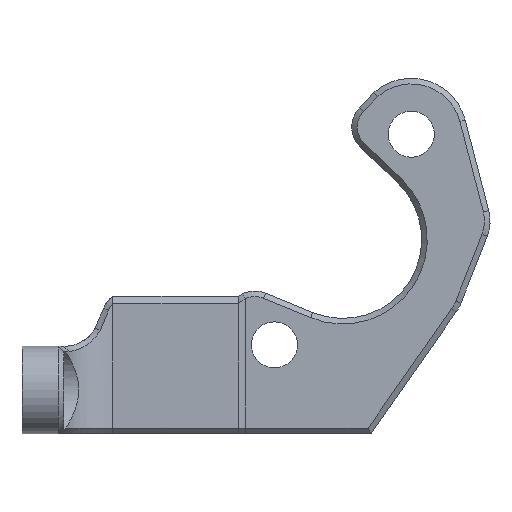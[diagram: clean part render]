
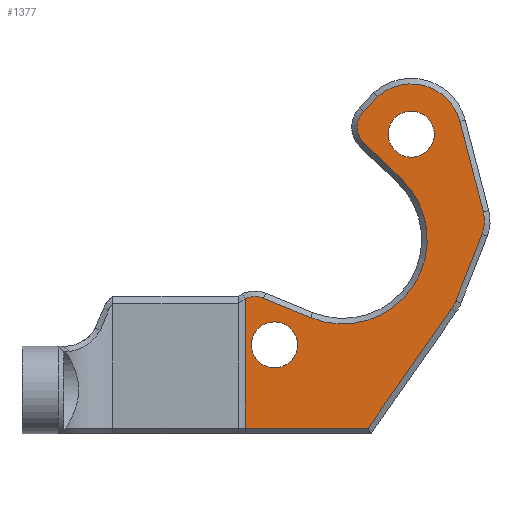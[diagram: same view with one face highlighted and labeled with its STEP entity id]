
A CAD part, left-side view. The second image highlights one B-rep face of the part: STEP entity #1377.
In plain terms, the highlighted planar face has unit normal (-1, 0, 0).
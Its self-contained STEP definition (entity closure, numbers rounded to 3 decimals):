
#22=FACE_BOUND('',#323,.T.);
#23=FACE_BOUND('',#324,.T.);
#68=CIRCLE('',#1490,1.65);
#70=CIRCLE('',#1493,1.65);
#72=CIRCLE('',#1496,1.6);
#73=CIRCLE('',#1497,2.6);
#74=CIRCLE('',#1498,2.6);
#75=CIRCLE('',#1499,3.6);
#76=CIRCLE('',#1500,1.6);
#77=CIRCLE('',#1501,6.05);
#134=PLANE('',#1495);
#231=FACE_OUTER_BOUND('',#322,.T.);
#322=EDGE_LOOP('',(#1110,#1111,#1112,#1113,#1114,#1115,#1116,#1117,#1118,
#1119,#1120,#1121,#1122,#1123));
#323=EDGE_LOOP('',(#1124));
#324=EDGE_LOOP('',(#1125));
#425=LINE('',#2649,#540);
#426=LINE('',#2651,#541);
#427=LINE('',#2653,#542);
#428=LINE('',#2657,#543);
#429=LINE('',#2661,#544);
#430=LINE('',#2665,#545);
#431=LINE('',#2669,#546);
#432=LINE('',#2672,#547);
#540=VECTOR('',#1740,10.);
#541=VECTOR('',#1741,10.);
#542=VECTOR('',#1742,10.);
#543=VECTOR('',#1745,10.);
#544=VECTOR('',#1748,10.);
#545=VECTOR('',#1751,10.);
#546=VECTOR('',#1754,10.);
#547=VECTOR('',#1757,10.);
#670=VERTEX_POINT('',#2633);
#672=VERTEX_POINT('',#2639);
#674=VERTEX_POINT('',#2645);
#675=VERTEX_POINT('',#2646);
#676=VERTEX_POINT('',#2648);
#677=VERTEX_POINT('',#2650);
#678=VERTEX_POINT('',#2652);
#679=VERTEX_POINT('',#2654);
#680=VERTEX_POINT('',#2656);
#681=VERTEX_POINT('',#2658);
#682=VERTEX_POINT('',#2660);
#683=VERTEX_POINT('',#2662);
#684=VERTEX_POINT('',#2664);
#685=VERTEX_POINT('',#2666);
#686=VERTEX_POINT('',#2668);
#687=VERTEX_POINT('',#2670);
#825=EDGE_CURVE('',#670,#670,#68,.T.);
#828=EDGE_CURVE('',#672,#672,#70,.T.);
#831=EDGE_CURVE('',#674,#675,#72,.T.);
#832=EDGE_CURVE('',#676,#674,#425,.T.);
#833=EDGE_CURVE('',#677,#676,#426,.T.);
#834=EDGE_CURVE('',#678,#677,#427,.T.);
#835=EDGE_CURVE('',#679,#678,#73,.T.);
#836=EDGE_CURVE('',#680,#679,#428,.T.);
#837=EDGE_CURVE('',#681,#680,#74,.T.);
#838=EDGE_CURVE('',#682,#681,#429,.T.);
#839=EDGE_CURVE('',#683,#682,#75,.T.);
#840=EDGE_CURVE('',#684,#683,#430,.T.);
#841=EDGE_CURVE('',#685,#684,#76,.T.);
#842=EDGE_CURVE('',#686,#685,#431,.T.);
#843=EDGE_CURVE('',#687,#686,#77,.T.);
#844=EDGE_CURVE('',#675,#687,#432,.T.);
#1110=ORIENTED_EDGE('',*,*,#831,.F.);
#1111=ORIENTED_EDGE('',*,*,#832,.F.);
#1112=ORIENTED_EDGE('',*,*,#833,.F.);
#1113=ORIENTED_EDGE('',*,*,#834,.F.);
#1114=ORIENTED_EDGE('',*,*,#835,.F.);
#1115=ORIENTED_EDGE('',*,*,#836,.F.);
#1116=ORIENTED_EDGE('',*,*,#837,.F.);
#1117=ORIENTED_EDGE('',*,*,#838,.F.);
#1118=ORIENTED_EDGE('',*,*,#839,.F.);
#1119=ORIENTED_EDGE('',*,*,#840,.F.);
#1120=ORIENTED_EDGE('',*,*,#841,.F.);
#1121=ORIENTED_EDGE('',*,*,#842,.F.);
#1122=ORIENTED_EDGE('',*,*,#843,.F.);
#1123=ORIENTED_EDGE('',*,*,#844,.F.);
#1124=ORIENTED_EDGE('',*,*,#828,.T.);
#1125=ORIENTED_EDGE('',*,*,#825,.T.);
#1377=ADVANCED_FACE('',(#231,#22,#23),#134,.T.);
#1490=AXIS2_PLACEMENT_3D('',#2634,#1724,#1725);
#1493=AXIS2_PLACEMENT_3D('',#2640,#1731,#1732);
#1495=AXIS2_PLACEMENT_3D('',#2644,#1736,#1737);
#1496=AXIS2_PLACEMENT_3D('',#2647,#1738,#1739);
#1497=AXIS2_PLACEMENT_3D('',#2655,#1743,#1744);
#1498=AXIS2_PLACEMENT_3D('',#2659,#1746,#1747);
#1499=AXIS2_PLACEMENT_3D('',#2663,#1749,#1750);
#1500=AXIS2_PLACEMENT_3D('',#2667,#1752,#1753);
#1501=AXIS2_PLACEMENT_3D('',#2671,#1755,#1756);
#1724=DIRECTION('center_axis',(1.,0.,0.));
#1725=DIRECTION('ref_axis',(0.,0.,1.));
#1731=DIRECTION('center_axis',(1.,0.,0.));
#1732=DIRECTION('ref_axis',(0.,0.,1.));
#1736=DIRECTION('center_axis',(-1.,0.,0.));
#1737=DIRECTION('ref_axis',(0.,0.,1.));
#1738=DIRECTION('center_axis',(1.,0.,0.));
#1739=DIRECTION('ref_axis',(0.,0.385,0.923));
#1740=DIRECTION('',(0.,0.,1.));
#1741=DIRECTION('',(0.,1.,0.));
#1742=DIRECTION('',(0.,0.574,-0.819));
#1743=DIRECTION('center_axis',(1.,0.,0.));
#1744=DIRECTION('ref_axis',(0.,-0.881,-0.473));
#1745=DIRECTION('',(0.,0.365,-0.931));
#1746=DIRECTION('center_axis',(1.,0.,0.));
#1747=DIRECTION('ref_axis',(0.,-0.998,-0.06));
#1748=DIRECTION('',(0.,-0.251,-0.968));
#1749=DIRECTION('center_axis',(1.,0.,0.));
#1750=DIRECTION('ref_axis',(0.,0.951,0.309));
#1751=DIRECTION('',(0.,-0.69,0.724));
#1752=DIRECTION('center_axis',(1.,0.,0.));
#1753=DIRECTION('ref_axis',(0.,1.,-0.024));
#1754=DIRECTION('',(0.,0.724,0.69));
#1755=DIRECTION('center_axis',(-1.,0.,0.));
#1756=DIRECTION('ref_axis',(0.,0.38,-0.925));
#1757=DIRECTION('',(0.,-0.925,-0.38));
#2633=CARTESIAN_POINT('',(-31.85,5.055,27.58));
#2634=CARTESIAN_POINT('Origin',(-31.85,5.055,29.23));
#2639=CARTESIAN_POINT('',(-31.85,-4.748,42.676));
#2640=CARTESIAN_POINT('Origin',(-31.85,-4.748,44.326));
#2644=CARTESIAN_POINT('Origin',(-31.85,0.043,35.6));
#2645=CARTESIAN_POINT('',(-31.85,7.132,32.534));
#2646=CARTESIAN_POINT('',(-31.85,5.831,32.571));
#2647=CARTESIAN_POINT('Origin',(-31.85,6.44,31.092));
#2648=CARTESIAN_POINT('',(-31.85,7.132,23.275));
#2649=CARTESIAN_POINT('',(-31.85,7.132,30.8));
#2650=CARTESIAN_POINT('',(-31.85,-1.66,23.275));
#2651=CARTESIAN_POINT('',(-31.85,7.088,23.275));
#2652=CARTESIAN_POINT('',(-31.85,-7.645,31.822));
#2653=CARTESIAN_POINT('',(-31.85,-8.804,33.478));
#2654=CARTESIAN_POINT('',(-31.85,-7.935,32.364));
#2655=CARTESIAN_POINT('Origin',(-31.85,-5.515,33.314));
#2656=CARTESIAN_POINT('',(-31.85,-9.815,37.157));
#2657=CARTESIAN_POINT('',(-31.85,-8.48,33.752));
#2658=CARTESIAN_POINT('',(-31.85,-9.911,38.759));
#2659=CARTESIAN_POINT('Origin',(-31.85,-7.395,38.106));
#2660=CARTESIAN_POINT('',(-31.85,-8.233,45.23));
#2661=CARTESIAN_POINT('',(-31.85,-9.142,41.724));
#2662=CARTESIAN_POINT('',(-31.85,-2.351,47.011));
#2663=CARTESIAN_POINT('Origin',(-31.85,-4.748,44.326));
#2664=CARTESIAN_POINT('',(-31.85,-1.326,45.937));
#2665=CARTESIAN_POINT('',(-31.85,2.271,42.165));
#2666=CARTESIAN_POINT('',(-31.85,-1.38,43.675));
#2667=CARTESIAN_POINT('Origin',(-31.85,-2.484,44.833));
#2668=CARTESIAN_POINT('',(-31.85,-4.022,41.156));
#2669=CARTESIAN_POINT('',(-31.85,-4.344,40.848));
#2670=CARTESIAN_POINT('',(-31.85,2.455,31.183));
#2671=CARTESIAN_POINT('Origin',(-31.85,0.154,36.778));
#2672=CARTESIAN_POINT('',(-31.85,4.814,32.153));
